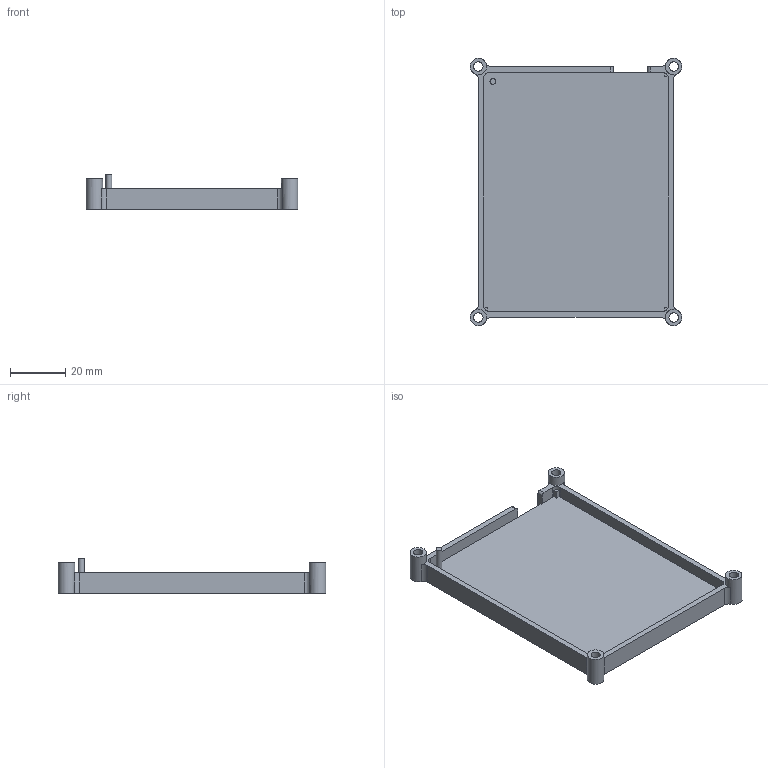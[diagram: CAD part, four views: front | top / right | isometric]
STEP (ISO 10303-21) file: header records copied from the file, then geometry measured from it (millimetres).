
FILE_DESCRIPTION(/* description */ ('HOOPS Exchange Step'),/* implementation_level */ '2;1');
FILE_NAME(/* name */ 'bottom.step',/* time_stamp */ '2025-07-19T15:07:57-05:00',/* author */ (''),/* organization */ (''),/* preprocessor_version */ 'ST-DEVELOPER v20.1',/* originating_system */ 'Autodesk Translation Framework v14.10.0.0',/* authorisation */ '');
FILE_SCHEMA (('AUTOMOTIVE_DESIGN { 1 0 10303 214 3 1 1 }'));
Length unit declared in the file: millimetre
Products named in the file (1): 2025-06-29-22-15-18-145
Bounding box: 76.95 x 97.17 x 12.5 mm (x, y, z)
Volume: 22744.8 mm3; surface area: 17720.1 mm2
Topology: 2 solids, 2 shells, 212 faces, 604 edges, 402 vertices
Faces by surface type: bspline 125, plane 63, cylinder 24
Full cylindrical faces by diameter (mm): 2.1 x2, 3.4 x4, 6 x4
Entity records: 7123 total; most frequent: CARTESIAN_POINT 2344, ORIENTED_EDGE 1208, EDGE_CURVE 604, DIRECTION 592, VERTEX_POINT 402, LINE 292, VECTOR 292, B_SPLINE_CURVE_WITH_KNOTS 250
